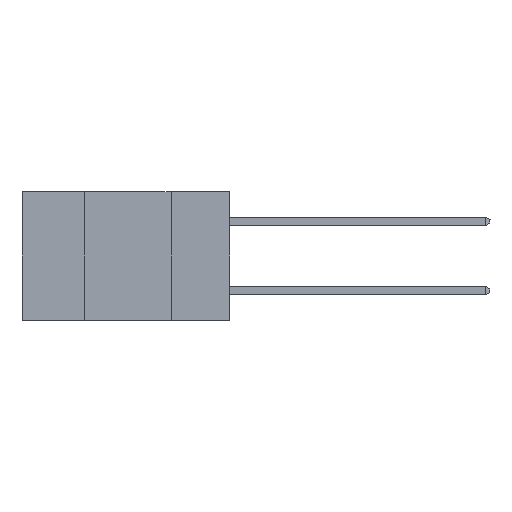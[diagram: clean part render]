
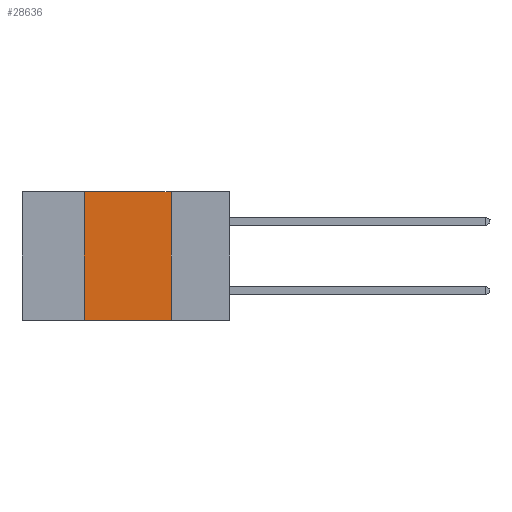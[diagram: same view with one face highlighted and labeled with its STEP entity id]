
A CAD part, left-side view. The second image highlights one B-rep face of the part: STEP entity #28636.
In plain terms, the highlighted planar face has unit normal (-1, 0, 0).
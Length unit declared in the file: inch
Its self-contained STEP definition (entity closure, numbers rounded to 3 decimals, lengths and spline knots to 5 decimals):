
#765 = ORIENTED_EDGE ( 'NONE', *, *, #28037, .T. ) ;
#1715 = DIRECTION ( 'NONE',  ( 0., -1., 0. ) ) ;
#2019 = VECTOR ( 'NONE', #13860, 39.37008 ) ;
#2485 = CARTESIAN_POINT ( 'NONE',  ( 0., 0.42, 0. ) ) ;
#3608 = LINE ( 'NONE', #26680, #2019 ) ;
#3823 = CARTESIAN_POINT ( 'NONE',  ( 0., 0.6, 0. ) ) ;
#5497 = VERTEX_POINT ( 'NONE', #2485 ) ;
#6134 = ORIENTED_EDGE ( 'NONE', *, *, #13784, .F. ) ;
#6168 = EDGE_CURVE ( 'NONE', #15719, #8634, #19640, .T. ) ;
#6880 = EDGE_LOOP ( 'NONE', ( #12016, #20889, #6134, #765 ) ) ;
#7537 = DIRECTION ( 'NONE',  ( 0., -1., 0. ) ) ;
#8634 = VERTEX_POINT ( 'NONE', #11638 ) ;
#9381 = CARTESIAN_POINT ( 'NONE',  ( 0., 0.42, -0.37 ) ) ;
#9426 = FACE_OUTER_BOUND ( 'NONE', #6880, .T. ) ;
#11279 = VECTOR ( 'NONE', #7537, 39.37008 ) ;
#11638 = CARTESIAN_POINT ( 'NONE',  ( 0., 0.17, -0.37 ) ) ;
#11967 = VERTEX_POINT ( 'NONE', #9381 ) ;
#12016 = ORIENTED_EDGE ( 'NONE', *, *, #6168, .F. ) ;
#13135 = LINE ( 'NONE', #22294, #30002 ) ;
#13784 = EDGE_CURVE ( 'NONE', #11967, #5497, #3608, .T. ) ;
#13860 = DIRECTION ( 'NONE',  ( 0., 0., 1. ) ) ;
#14170 = CARTESIAN_POINT ( 'NONE',  ( 0., 0.17, 0. ) ) ;
#15719 = VERTEX_POINT ( 'NONE', #17680 ) ;
#16354 = PLANE ( 'NONE',  #26258 ) ;
#17680 = CARTESIAN_POINT ( 'NONE',  ( 0., 0.17, 0. ) ) ;
#19640 = LINE ( 'NONE', #14170, #28050 ) ;
#20889 = ORIENTED_EDGE ( 'NONE', *, *, #24209, .F. ) ;
#21714 = DIRECTION ( 'NONE',  ( 0., 0., -1. ) ) ;
#22294 = CARTESIAN_POINT ( 'NONE',  ( 0., 0.6, -0.37 ) ) ;
#24209 = EDGE_CURVE ( 'NONE', #5497, #15719, #24998, .T. ) ;
#24636 = DIRECTION ( 'NONE',  ( 0., 0., -1. ) ) ;
#24998 = LINE ( 'NONE', #28203, #11279 ) ;
#26258 = AXIS2_PLACEMENT_3D ( 'NONE', #3823, #31574, #21714 ) ;
#26680 = CARTESIAN_POINT ( 'NONE',  ( 0., 0.42, 0. ) ) ;
#28037 = EDGE_CURVE ( 'NONE', #11967, #8634, #13135, .T. ) ;
#28050 = VECTOR ( 'NONE', #24636, 39.37008 ) ;
#28203 = CARTESIAN_POINT ( 'NONE',  ( 0., 0.6, 0. ) ) ;
#28636 = ADVANCED_FACE ( 'NONE', ( #9426 ), #16354, .F. ) ;
#30002 = VECTOR ( 'NONE', #1715, 39.37008 ) ;
#31574 = DIRECTION ( 'NONE',  ( 1., 0., 0. ) ) ;
